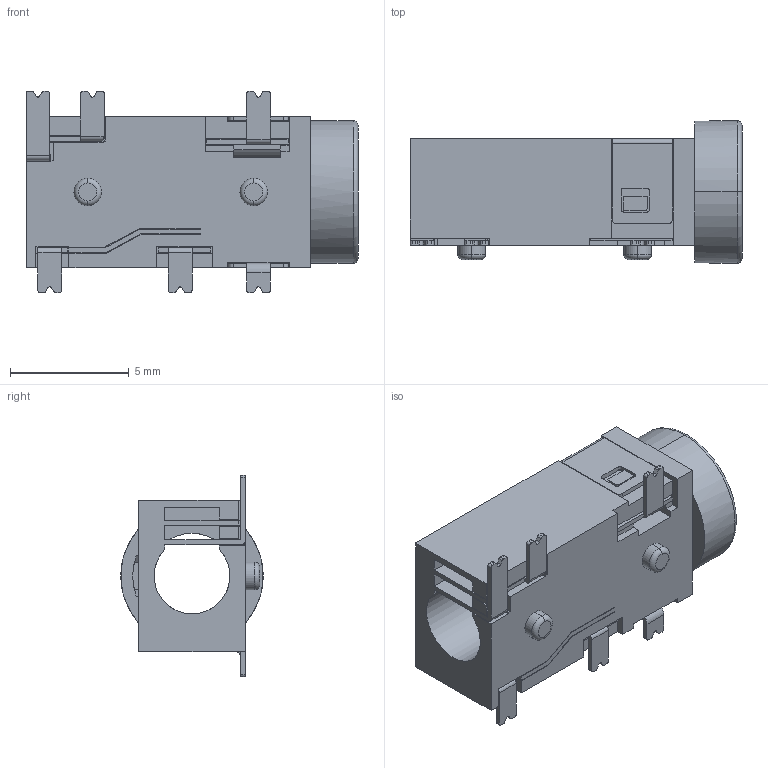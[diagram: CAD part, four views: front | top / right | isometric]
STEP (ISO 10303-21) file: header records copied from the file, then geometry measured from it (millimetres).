
FILE_DESCRIPTION((''),'2;1');
FILE_NAME('PJ-342B-TX-SMT','2020-04-10T',('Administrator'),(''),'PRO/ENGINEER BY PARAMETRIC TECHNOLOGY CORPORATION, 2010280','PRO/ENGINEER BY PARAMETRIC TECHNOLOGY CORPORATION, 2010280','');
FILE_SCHEMA(('CONFIG_CONTROL_DESIGN'));
Length unit declared in the file: millimetre
Products named in the file (1): PJ-342B-TX-SMT
Bounding box: 14 x 6 x 8.5 mm (x, y, z)
Volume: 244.4 mm3; surface area: 735.5 mm2
Topology: 3 solids, 3 shells, 721 faces, 2063 edges, 1366 vertices
Faces by surface type: plane 639, cylinder 74, torus 6, cone 2
Entity records: 23259 total; most frequent: CARTESIAN_POINT 4215, ORIENTED_EDGE 4126, DIRECTION 3657, EDGE_CURVE 2063, VECTOR 1877, LINE 1877, VERTEX_POINT 1366, AXIS2_PLACEMENT_3D 890
